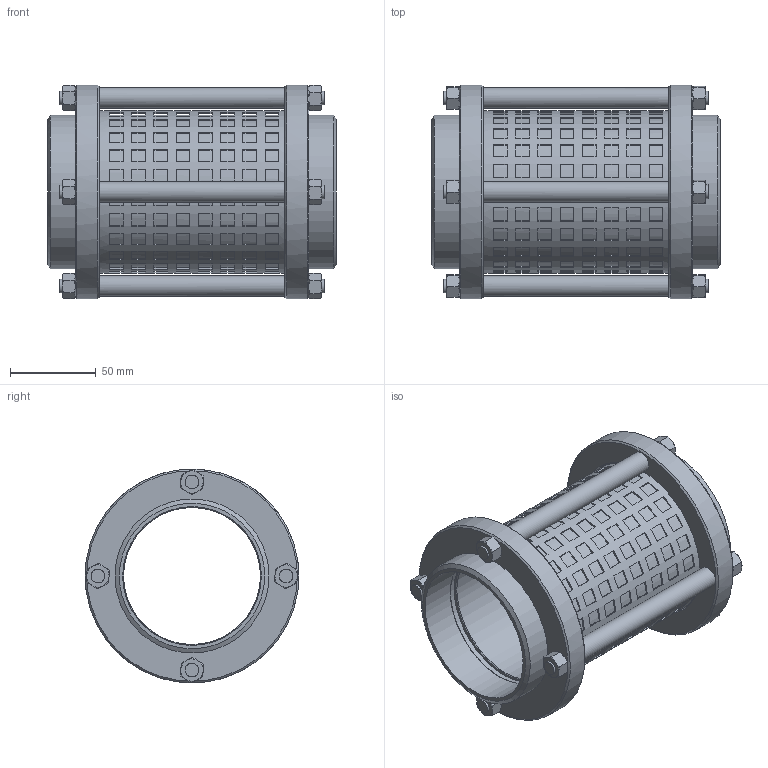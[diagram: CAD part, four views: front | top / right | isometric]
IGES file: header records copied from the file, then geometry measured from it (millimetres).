
Global section: file name: 51020080000; native system: Autodesk Inventor 2015; preprocessor: unknown; author: Struska Martin; date: 20160315.093318; units: millimetre
Bounding box: 168.5 x 125 x 125 mm (x, y, z)
Volume: 451240.5 mm3; surface area: 201708.2 mm2
Topology: 1 solids, 9 shells, 982 faces, 2812 edges, 1855 vertices
Faces by surface type: bspline 982
